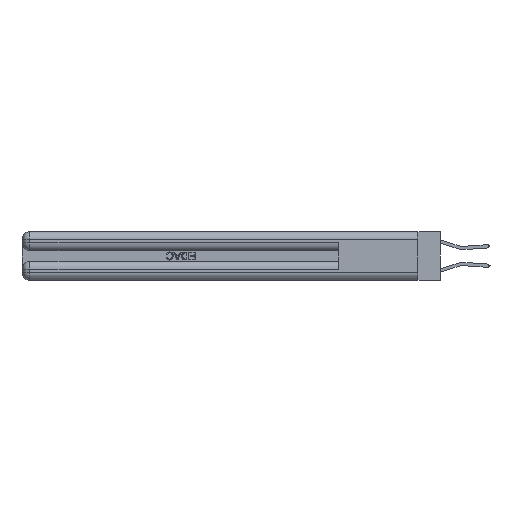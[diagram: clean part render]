
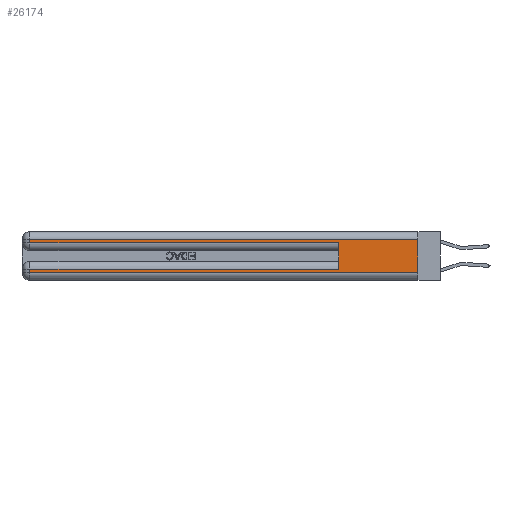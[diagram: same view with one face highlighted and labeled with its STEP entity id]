
A CAD part, left-side view. The second image highlights one B-rep face of the part: STEP entity #26174.
In plain terms, the highlighted planar face has unit normal (-1, 0, 0).
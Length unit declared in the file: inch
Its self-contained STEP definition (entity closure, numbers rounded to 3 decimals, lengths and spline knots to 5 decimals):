
#720 = EDGE_CURVE ( 'NONE', #12535, #14149, #2202, .T. ) ;
#1333 = DIRECTION ( 'NONE',  ( 1., 0., 0. ) ) ;
#1562 = VERTEX_POINT ( 'NONE', #33971 ) ;
#1639 = EDGE_CURVE ( 'NONE', #3197, #24298, #2663, .T. ) ;
#1666 = VECTOR ( 'NONE', #25616, 39.37008 ) ;
#2202 = LINE ( 'NONE', #13706, #27614 ) ;
#2332 = EDGE_CURVE ( 'NONE', #14149, #1562, #22264, .T. ) ;
#2663 = LINE ( 'NONE', #19343, #1666 ) ;
#3071 = EDGE_CURVE ( 'NONE', #22479, #3197, #31874, .T. ) ;
#3140 = LINE ( 'NONE', #25706, #18369 ) ;
#3197 = VERTEX_POINT ( 'NONE', #15327 ) ;
#4079 = EDGE_CURVE ( 'NONE', #24298, #25263, #35886, .T. ) ;
#6928 = VECTOR ( 'NONE', #23892, 39.37008 ) ;
#7043 = DIRECTION ( 'NONE',  ( 0., -1., 0. ) ) ;
#7671 = DIRECTION ( 'NONE',  ( 0., 0., -1. ) ) ;
#8137 = ORIENTED_EDGE ( 'NONE', *, *, #27817, .F. ) ;
#8173 = ORIENTED_EDGE ( 'NONE', *, *, #4079, .T. ) ;
#8323 = VECTOR ( 'NONE', #7043, 39.37008 ) ;
#8347 = ORIENTED_EDGE ( 'NONE', *, *, #2332, .T. ) ;
#9018 = DIRECTION ( 'NONE',  ( 0., 0., -1. ) ) ;
#10257 = LINE ( 'NONE', #36458, #31796 ) ;
#10494 = CARTESIAN_POINT ( 'NONE',  ( 0., 0., 0.285 ) ) ;
#10503 = VERTEX_POINT ( 'NONE', #33467 ) ;
#10586 = ORIENTED_EDGE ( 'NONE', *, *, #24729, .F. ) ;
#11850 = AXIS2_PLACEMENT_3D ( 'NONE', #27479, #1333, #30143 ) ;
#12535 = VERTEX_POINT ( 'NONE', #15137 ) ;
#13706 = CARTESIAN_POINT ( 'NONE',  ( 0., 2.94, 0.37 ) ) ;
#14149 = VERTEX_POINT ( 'NONE', #15636 ) ;
#15137 = CARTESIAN_POINT ( 'NONE',  ( 0., 2.94, 0.31 ) ) ;
#15327 = CARTESIAN_POINT ( 'NONE',  ( 0., 2.94, 0.085 ) ) ;
#15636 = CARTESIAN_POINT ( 'NONE',  ( 0., 2.94, 0.285 ) ) ;
#18369 = VECTOR ( 'NONE', #20174, 39.37008 ) ;
#19343 = CARTESIAN_POINT ( 'NONE',  ( 0., 2.94, 0.37 ) ) ;
#20174 = DIRECTION ( 'NONE',  ( 0., 1., 0. ) ) ;
#21048 = CARTESIAN_POINT ( 'NONE',  ( 0., 0., 0.085 ) ) ;
#21781 = FACE_OUTER_BOUND ( 'NONE', #34287, .T. ) ;
#22082 = DIRECTION ( 'NONE',  ( 0., -1., 0. ) ) ;
#22264 = LINE ( 'NONE', #10494, #34529 ) ;
#22404 = DIRECTION ( 'NONE',  ( 0., 0., 1. ) ) ;
#22479 = VERTEX_POINT ( 'NONE', #28190 ) ;
#22622 = EDGE_CURVE ( 'NONE', #10503, #12535, #3140, .T. ) ;
#23892 = DIRECTION ( 'NONE',  ( 0., 1., 0. ) ) ;
#24298 = VERTEX_POINT ( 'NONE', #34207 ) ;
#24729 = EDGE_CURVE ( 'NONE', #22479, #1562, #10257, .T. ) ;
#24816 = PLANE ( 'NONE',  #11850 ) ;
#25263 = VERTEX_POINT ( 'NONE', #37130 ) ;
#25616 = DIRECTION ( 'NONE',  ( 0., 0., -1. ) ) ;
#25706 = CARTESIAN_POINT ( 'NONE',  ( 0., 0., 0.31 ) ) ;
#26174 = ADVANCED_FACE ( 'NONE', ( #21781 ), #24816, .F. ) ;
#27479 = CARTESIAN_POINT ( 'NONE',  ( 0., 0., 0.37 ) ) ;
#27614 = VECTOR ( 'NONE', #7671, 39.37008 ) ;
#27817 = EDGE_CURVE ( 'NONE', #10503, #25263, #35010, .T. ) ;
#28190 = CARTESIAN_POINT ( 'NONE',  ( 0., 0.6, 0.085 ) ) ;
#30143 = DIRECTION ( 'NONE',  ( 0., 0., -1. ) ) ;
#30776 = ORIENTED_EDGE ( 'NONE', *, *, #720, .T. ) ;
#31241 = ORIENTED_EDGE ( 'NONE', *, *, #3071, .T. ) ;
#31796 = VECTOR ( 'NONE', #22404, 39.37008 ) ;
#31874 = LINE ( 'NONE', #21048, #6928 ) ;
#32567 = CARTESIAN_POINT ( 'NONE',  ( 0., 0., 0.37 ) ) ;
#32735 = ORIENTED_EDGE ( 'NONE', *, *, #1639, .T. ) ;
#33059 = CARTESIAN_POINT ( 'NONE',  ( 0., 0., 0.06 ) ) ;
#33182 = VECTOR ( 'NONE', #9018, 39.37008 ) ;
#33467 = CARTESIAN_POINT ( 'NONE',  ( 0., 0., 0.31 ) ) ;
#33971 = CARTESIAN_POINT ( 'NONE',  ( 0., 0.6, 0.285 ) ) ;
#34207 = CARTESIAN_POINT ( 'NONE',  ( 0., 2.94, 0.06 ) ) ;
#34287 = EDGE_LOOP ( 'NONE', ( #8137, #34384, #30776, #8347, #10586, #31241, #32735, #8173 ) ) ;
#34384 = ORIENTED_EDGE ( 'NONE', *, *, #22622, .T. ) ;
#34529 = VECTOR ( 'NONE', #22082, 39.37008 ) ;
#35010 = LINE ( 'NONE', #32567, #33182 ) ;
#35886 = LINE ( 'NONE', #33059, #8323 ) ;
#36458 = CARTESIAN_POINT ( 'NONE',  ( 0., 0.6, 0.145 ) ) ;
#37130 = CARTESIAN_POINT ( 'NONE',  ( 0., 0., 0.06 ) ) ;
